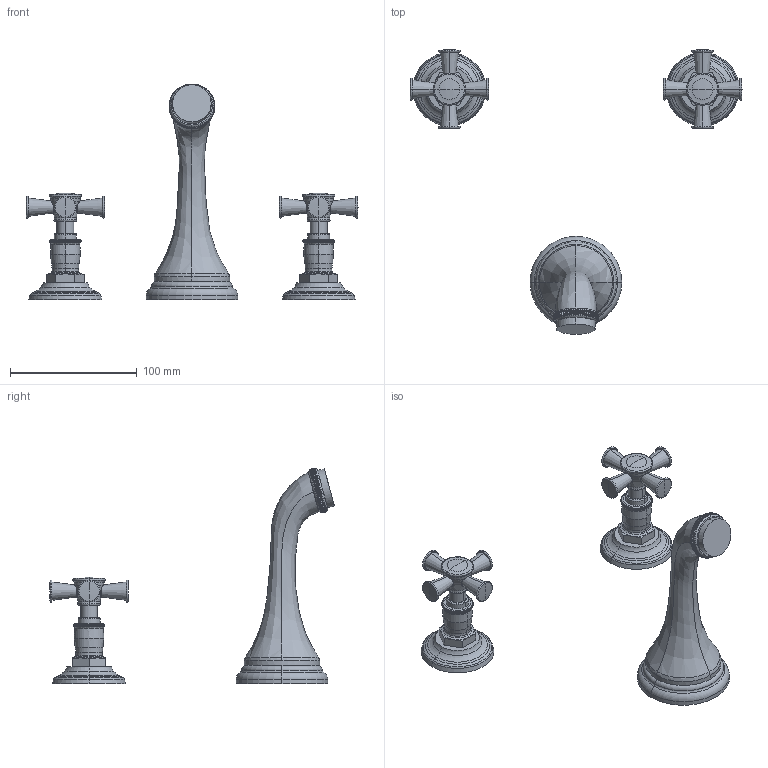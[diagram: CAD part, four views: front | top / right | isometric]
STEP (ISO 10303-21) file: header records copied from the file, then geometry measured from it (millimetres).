
FILE_DESCRIPTION((''),'2;1');
FILE_NAME('3-2905_SW0003','2020-12-02T10:15:20',('rsmith'),(''),'CREO PARAMETRIC BY PTC INC, 2018400','CREO PARAMETRIC BY PTC INC, 2018400','');
FILE_SCHEMA(('AUTOMOTIVE_DESIGN { 1 0 10303 214 1 1 1 1 }'));
Products named in the file (1): 3-2905_SW0003
Bounding box: 262.25 x 224.88 x 170.46 mm (x, y, z)
Volume: 296083.4 mm3; surface area: 57978.9 mm2
Topology: 3 solids, 3 shells, 932 faces, 2406 edges, 1548 vertices
Faces by surface type: plane 534, bspline 244, torus 80, cone 32, cylinder 22, sphere 20
Entity records: 56779 total; most frequent: CARTESIAN_POINT 22653, ORIENTED_EDGE 4772, PRESENTATION_STYLE_ASSIGNMENT 3321, DIRECTION 3030, STYLED_ITEM 2389, CURVE_STYLE 2386, EDGE_CURVE 2386, VERTEX_POINT 1548
